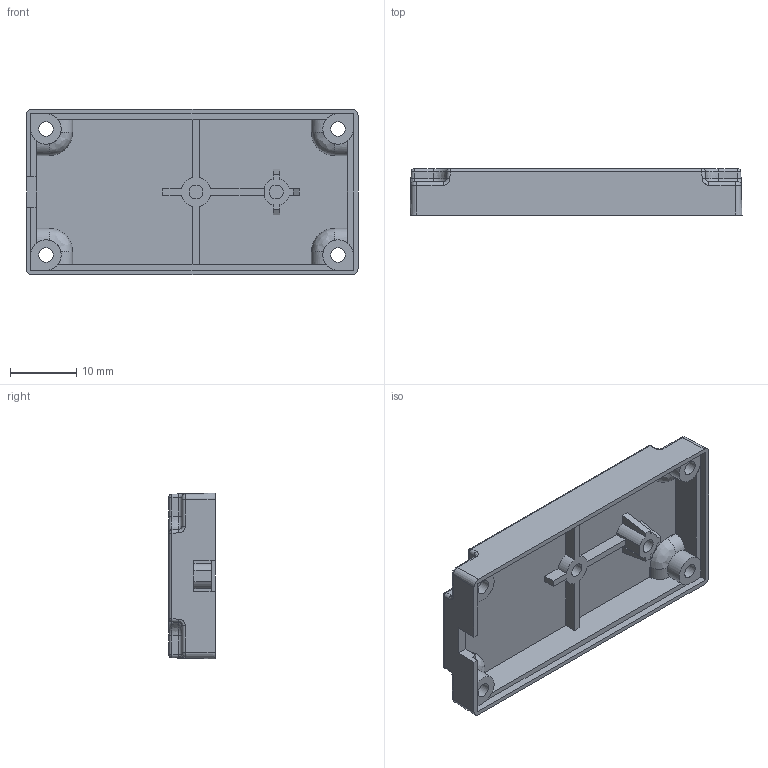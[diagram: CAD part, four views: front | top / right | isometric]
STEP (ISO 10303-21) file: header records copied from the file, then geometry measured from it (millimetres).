
FILE_DESCRIPTION(/* description */ (''),/* implementation_level */ '2;1');
FILE_NAME(/* name */ '276-2177-001 Rev1_MIR_MIR.ipt.step',/* time_stamp */ '2020-04-16T23:04:51-04:00',/* author */ ('Josef'),/* organization */ (''),/* preprocessor_version */ 'ST-DEVELOPER v17',/* originating_system */ 'Autodesk Inventor 2019',/* authorisation */ '');
FILE_SCHEMA (('AUTOMOTIVE_DESIGN { 1 0 10303 214 3 1 1 }'));
Length unit declared in the file: inch
Products named in the file (1): 276-2177-001 Rev1_MIR_MIR
Bounding box: 50 x 7 x 25 mm (x, y, z)
Volume: 3016.9 mm3; surface area: 4485.7 mm2
Topology: 1 solids, 1 shells, 186 faces, 488 edges, 306 vertices
Faces by surface type: plane 80, cylinder 62, bspline 16, cone 12, torus 8, sphere 8
Full cylindrical faces by diameter (mm): 2.1 x2, 2.2 x4
Entity records: 6489 total; most frequent: CARTESIAN_POINT 1817, DIRECTION 984, ORIENTED_EDGE 976, EDGE_CURVE 488, AXIS2_PLACEMENT_3D 355, VERTEX_POINT 306, LINE 274, VECTOR 274
